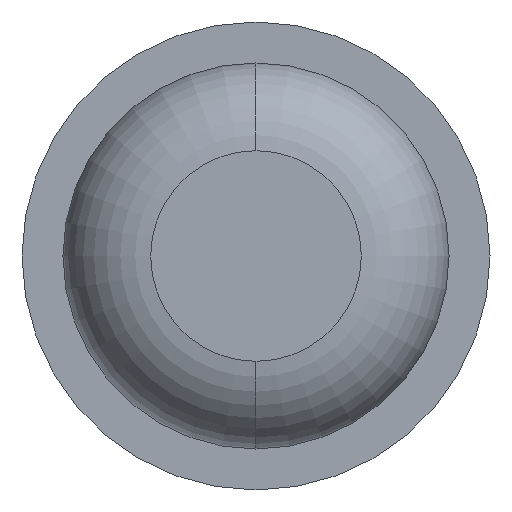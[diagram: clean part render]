
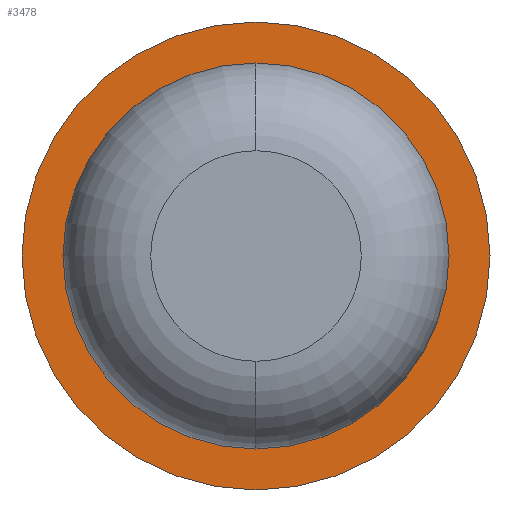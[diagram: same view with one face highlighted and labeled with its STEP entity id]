
A CAD part, front view. The second image highlights one B-rep face of the part: STEP entity #3478.
In plain terms, the highlighted planar face has unit normal (0, -1, 0).
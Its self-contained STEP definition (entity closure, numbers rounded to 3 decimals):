
#58 = FACE_OUTER_BOUND ( 'NONE', #3572, .T. ) ;
#236 = DIRECTION ( 'NONE',  ( 0., 1., 0. ) ) ;
#459 = ORIENTED_EDGE ( 'NONE', *, *, #1440, .T. ) ;
#636 = DIRECTION ( 'NONE',  ( -1., 0., 0. ) ) ;
#764 = ORIENTED_EDGE ( 'NONE', *, *, #2368, .F. ) ;
#934 = CIRCLE ( 'NONE', #1504, 0.825 ) ;
#1009 = CIRCLE ( 'NONE', #2987, 1. ) ;
#1035 = CARTESIAN_POINT ( 'NONE',  ( 1., -10., 0. ) ) ;
#1165 = CARTESIAN_POINT ( 'NONE',  ( 0., -10., 0.825 ) ) ;
#1176 = DIRECTION ( 'NONE',  ( -1., 0., 0. ) ) ;
#1368 = VERTEX_POINT ( 'NONE', #3357 ) ;
#1387 = CARTESIAN_POINT ( 'NONE',  ( -1., -10., 0. ) ) ;
#1390 = ORIENTED_EDGE ( 'NONE', *, *, #3024, .F. ) ;
#1440 = EDGE_CURVE ( 'Defeature ausgef�hrt1_7+Defeature ausgef�hrt1_1+Defeature ausgef�hrt1_1+Defeature ausgef�hrt1_1', #2013, #1368, #934, .T. ) ;
#1504 = AXIS2_PLACEMENT_3D ( 'NONE', #3428, #236, #3109 ) ;
#1509 = AXIS2_PLACEMENT_3D ( 'NONE', #1866, #3102, #1176 ) ;
#1802 = CARTESIAN_POINT ( 'NONE',  ( 0., -10., 0. ) ) ;
#1852 = PLANE ( 'NONE',  #1509 ) ;
#1866 = CARTESIAN_POINT ( 'NONE',  ( 0.825, -10., 0. ) ) ;
#2006 = AXIS2_PLACEMENT_3D ( 'NONE', #3302, #3611, #2023 ) ;
#2013 = VERTEX_POINT ( 'NONE', #1165 ) ;
#2023 = DIRECTION ( 'NONE',  ( -1., 0., 0. ) ) ;
#2145 = DIRECTION ( 'NONE',  ( 0., 1., 0. ) ) ;
#2158 = FACE_BOUND ( 'NONE', #2984, .T. ) ;
#2205 = DIRECTION ( 'NONE',  ( 0., 1., 0. ) ) ;
#2368 = EDGE_CURVE ( 'Defeature ausgef�hrt1_6+Defeature ausgef�hrt1_7+Defeature ausgef�hrt1_7+Defeature ausgef�hrt1_7', #3903, #2633, #1009, .T. ) ;
#2472 = AXIS2_PLACEMENT_3D ( 'NONE', #2856, #2205, #636 ) ;
#2633 = VERTEX_POINT ( 'NONE', #1387 ) ;
#2856 = CARTESIAN_POINT ( 'NONE',  ( 0., -10., 0. ) ) ;
#2984 = EDGE_LOOP ( 'NONE', ( #459, #3909 ) ) ;
#2987 = AXIS2_PLACEMENT_3D ( 'NONE', #1802, #2145, #4034 ) ;
#3024 = EDGE_CURVE ( 'Defeature ausgef�hrt1_6+Defeature ausgef�hrt1_7+Defeature ausgef�hrt1_7+Defeature ausgef�hrt1_7', #2633, #3903, #3794, .T. ) ;
#3102 = DIRECTION ( 'NONE',  ( 0., 1., 0. ) ) ;
#3109 = DIRECTION ( 'NONE',  ( -1., 0., 0. ) ) ;
#3302 = CARTESIAN_POINT ( 'NONE',  ( 0., -10., 0. ) ) ;
#3357 = CARTESIAN_POINT ( 'NONE',  ( 0., -10., -0.825 ) ) ;
#3428 = CARTESIAN_POINT ( 'NONE',  ( 0., -10., 0. ) ) ;
#3478 = ADVANCED_FACE ( 'Defeature ausgef�hrt1_7', ( #58, #2158 ), #1852, .F. ) ;
#3572 = EDGE_LOOP ( 'NONE', ( #1390, #764 ) ) ;
#3599 = CIRCLE ( 'NONE', #2006, 0.825 ) ;
#3611 = DIRECTION ( 'NONE',  ( 0., 1., 0. ) ) ;
#3794 = CIRCLE ( 'NONE', #2472, 1. ) ;
#3884 = EDGE_CURVE ( 'Defeature ausgef�hrt1_7+Defeature ausgef�hrt1_1+Defeature ausgef�hrt1_1+Defeature ausgef�hrt1_1', #1368, #2013, #3599, .T. ) ;
#3903 = VERTEX_POINT ( 'NONE', #1035 ) ;
#3909 = ORIENTED_EDGE ( 'NONE', *, *, #3884, .T. ) ;
#4034 = DIRECTION ( 'NONE',  ( -1., 0., 0. ) ) ;
